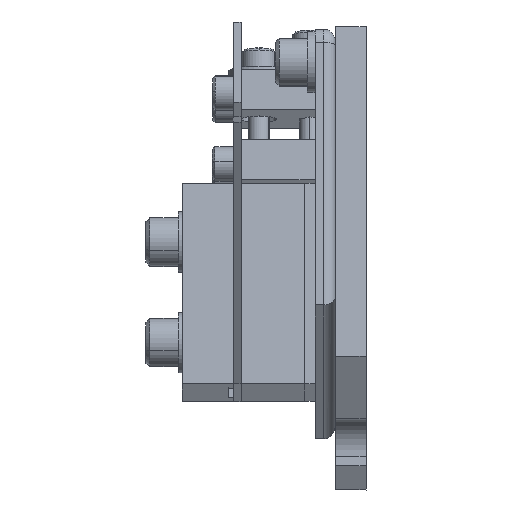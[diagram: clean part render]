
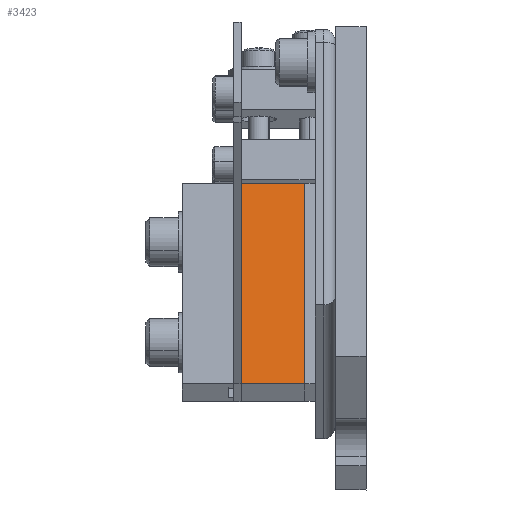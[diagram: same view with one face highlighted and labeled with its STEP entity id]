
A CAD part, left-side view. The second image highlights one B-rep face of the part: STEP entity #3423.
In plain terms, the highlighted face is planar.
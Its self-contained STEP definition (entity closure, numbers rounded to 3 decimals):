
#261 = DIRECTION ( 'NONE',  ( 1., 0., 0. ) ) ;
#287 = LINE ( 'NONE', #2904, #7477 ) ;
#499 = LINE ( 'NONE', #9011, #5831 ) ;
#629 = VERTEX_POINT ( 'NONE', #4805 ) ;
#1057 = CARTESIAN_POINT ( 'NONE',  ( 19.939, -6.25, 9.995 ) ) ;
#1210 = CARTESIAN_POINT ( 'NONE',  ( -19.939, 6.25, 9.995 ) ) ;
#1393 = VERTEX_POINT ( 'NONE', #1057 ) ;
#1613 = LINE ( 'NONE', #1210, #2839 ) ;
#1999 = DIRECTION ( 'NONE',  ( 0., 0., 1. ) ) ;
#2240 = ORIENTED_EDGE ( 'NONE', *, *, #8622, .T. ) ;
#2362 = EDGE_CURVE ( 'NONE', #9467, #7178, #1613, .T. ) ;
#2364 = CARTESIAN_POINT ( 'NONE',  ( 19.939, -6.25, 9.995 ) ) ;
#2393 = LINE ( 'NONE', #4199, #8416 ) ;
#2593 = ORIENTED_EDGE ( 'NONE', *, *, #2362, .T. ) ;
#2839 = VECTOR ( 'NONE', #7908, 1000. ) ;
#2904 = CARTESIAN_POINT ( 'NONE',  ( 19.939, 6.25, 9.995 ) ) ;
#3423 = ADVANCED_FACE ( 'NONE', ( #5534 ), #6520, .T. ) ;
#3843 = CARTESIAN_POINT ( 'NONE',  ( 19.939, 6.25, 9.995 ) ) ;
#3968 = EDGE_LOOP ( 'NONE', ( #4769, #2593, #2240, #8471 ) ) ;
#4199 = CARTESIAN_POINT ( 'NONE',  ( -19.939, 6.25, 9.995 ) ) ;
#4769 = ORIENTED_EDGE ( 'NONE', *, *, #7284, .T. ) ;
#4805 = CARTESIAN_POINT ( 'NONE',  ( -19.939, -6.25, 9.995 ) ) ;
#5079 = AXIS2_PLACEMENT_3D ( 'NONE', #2364, #1999, #261 ) ;
#5534 = FACE_OUTER_BOUND ( 'NONE', #3968, .T. ) ;
#5831 = VECTOR ( 'NONE', #8701, 1000. ) ;
#6520 = PLANE ( 'NONE',  #5079 ) ;
#6644 = CARTESIAN_POINT ( 'NONE',  ( -19.939, 6.25, 9.995 ) ) ;
#7178 = VERTEX_POINT ( 'NONE', #6644 ) ;
#7284 = EDGE_CURVE ( 'NONE', #1393, #9467, #287, .T. ) ;
#7477 = VECTOR ( 'NONE', #7820, 1000. ) ;
#7820 = DIRECTION ( 'NONE',  ( 0., 1., 0. ) ) ;
#7908 = DIRECTION ( 'NONE',  ( -1., 0., 0. ) ) ;
#8416 = VECTOR ( 'NONE', #9187, 1000. ) ;
#8471 = ORIENTED_EDGE ( 'NONE', *, *, #8994, .T. ) ;
#8622 = EDGE_CURVE ( 'NONE', #7178, #629, #2393, .T. ) ;
#8701 = DIRECTION ( 'NONE',  ( 1., 0., 0. ) ) ;
#8994 = EDGE_CURVE ( 'NONE', #629, #1393, #499, .T. ) ;
#9011 = CARTESIAN_POINT ( 'NONE',  ( -19.939, -6.25, 9.995 ) ) ;
#9187 = DIRECTION ( 'NONE',  ( 0., -1., 0. ) ) ;
#9467 = VERTEX_POINT ( 'NONE', #3843 ) ;
